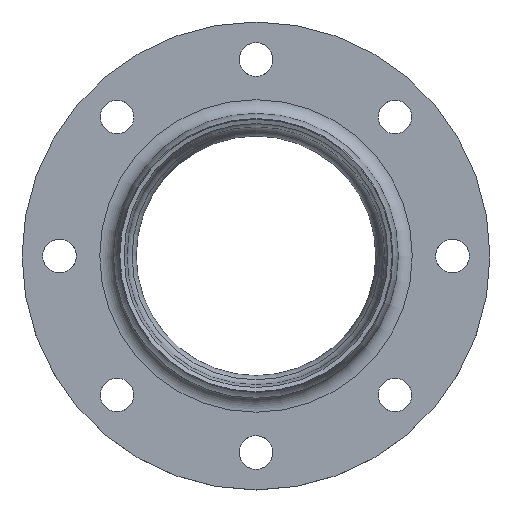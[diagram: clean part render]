
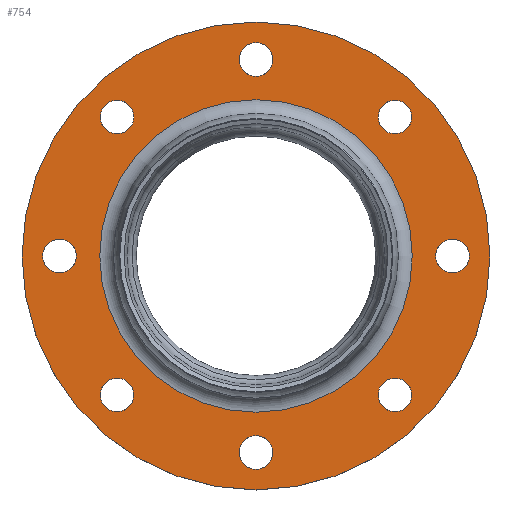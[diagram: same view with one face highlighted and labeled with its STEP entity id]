
A CAD part, top view. The second image highlights one B-rep face of the part: STEP entity #754.
In plain terms, the highlighted planar face has unit normal (0, 0, 1).
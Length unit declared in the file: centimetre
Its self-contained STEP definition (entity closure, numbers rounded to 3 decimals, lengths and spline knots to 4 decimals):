
#107=FACE_BOUND('',#191,.T.);
#108=FACE_BOUND('',#192,.T.);
#109=FACE_BOUND('',#193,.T.);
#110=FACE_BOUND('',#194,.T.);
#111=FACE_BOUND('',#195,.T.);
#112=FACE_BOUND('',#196,.T.);
#113=FACE_BOUND('',#197,.T.);
#114=FACE_BOUND('',#198,.T.);
#115=FACE_BOUND('',#199,.T.);
#151=FACE_OUTER_BOUND('',#190,.T.);
#190=EDGE_LOOP('',(#670));
#191=EDGE_LOOP('',(#671));
#192=EDGE_LOOP('',(#672));
#193=EDGE_LOOP('',(#673));
#194=EDGE_LOOP('',(#674));
#195=EDGE_LOOP('',(#675));
#196=EDGE_LOOP('',(#676));
#197=EDGE_LOOP('',(#677));
#198=EDGE_LOOP('',(#678));
#199=EDGE_LOOP('',(#679));
#251=CIRCLE('',#827,9.);
#254=CIRCLE('',#831,9.);
#257=CIRCLE('',#835,9.);
#260=CIRCLE('',#839,9.);
#263=CIRCLE('',#843,9.);
#266=CIRCLE('',#847,9.);
#269=CIRCLE('',#851,9.);
#272=CIRCLE('',#855,9.);
#289=CIRCLE('',#876,83.4766);
#290=CIRCLE('',#878,125.);
#326=VERTEX_POINT('',#1293);
#330=VERTEX_POINT('',#1316);
#334=VERTEX_POINT('',#1339);
#338=VERTEX_POINT('',#1362);
#342=VERTEX_POINT('',#1385);
#346=VERTEX_POINT('',#1408);
#350=VERTEX_POINT('',#1431);
#354=VERTEX_POINT('',#1454);
#364=VERTEX_POINT('',#1504);
#365=VERTEX_POINT('',#1508);
#420=EDGE_CURVE('',#326,#326,#251,.T.);
#425=EDGE_CURVE('',#330,#330,#254,.T.);
#430=EDGE_CURVE('',#334,#334,#257,.T.);
#435=EDGE_CURVE('',#338,#338,#260,.T.);
#440=EDGE_CURVE('',#342,#342,#263,.T.);
#445=EDGE_CURVE('',#346,#346,#266,.T.);
#450=EDGE_CURVE('',#350,#350,#269,.T.);
#455=EDGE_CURVE('',#354,#354,#272,.T.);
#478=EDGE_CURVE('',#364,#364,#289,.T.);
#479=EDGE_CURVE('',#365,#365,#290,.T.);
#670=ORIENTED_EDGE('',*,*,#479,.F.);
#671=ORIENTED_EDGE('',*,*,#420,.T.);
#672=ORIENTED_EDGE('',*,*,#425,.T.);
#673=ORIENTED_EDGE('',*,*,#430,.T.);
#674=ORIENTED_EDGE('',*,*,#435,.T.);
#675=ORIENTED_EDGE('',*,*,#440,.T.);
#676=ORIENTED_EDGE('',*,*,#445,.T.);
#677=ORIENTED_EDGE('',*,*,#450,.T.);
#678=ORIENTED_EDGE('',*,*,#455,.T.);
#679=ORIENTED_EDGE('',*,*,#478,.T.);
#718=PLANE('',#877);
#754=ADVANCED_FACE('',(#151,#107,#108,#109,#110,#111,#112,#113,#114,#115),
#718,.T.);
#827=AXIS2_PLACEMENT_3D('',#1294,#1026,#1027);
#831=AXIS2_PLACEMENT_3D('',#1317,#1035,#1036);
#835=AXIS2_PLACEMENT_3D('',#1340,#1044,#1045);
#839=AXIS2_PLACEMENT_3D('',#1363,#1053,#1054);
#843=AXIS2_PLACEMENT_3D('',#1386,#1062,#1063);
#847=AXIS2_PLACEMENT_3D('',#1409,#1071,#1072);
#851=AXIS2_PLACEMENT_3D('',#1432,#1080,#1081);
#855=AXIS2_PLACEMENT_3D('',#1455,#1089,#1090);
#876=AXIS2_PLACEMENT_3D('',#1506,#1135,#1136);
#877=AXIS2_PLACEMENT_3D('',#1507,#1137,#1138);
#878=AXIS2_PLACEMENT_3D('',#1509,#1139,#1140);
#1026=DIRECTION('center_axis',(0.,0.,
-1.));
#1027=DIRECTION('ref_axis',(0.707,0.707,0.));
#1035=DIRECTION('center_axis',(0.,0.,
-1.));
#1036=DIRECTION('ref_axis',(-0.707,0.707,0.));
#1044=DIRECTION('center_axis',(0.,0.,
-1.));
#1045=DIRECTION('ref_axis',(-0.707,-0.707,0.));
#1053=DIRECTION('center_axis',(0.,0.,
-1.));
#1054=DIRECTION('ref_axis',(0.707,-0.707,0.));
#1062=DIRECTION('center_axis',(0.,0.,
-1.));
#1063=DIRECTION('ref_axis',(0.,-1.,0.));
#1071=DIRECTION('center_axis',(0.,0.,
-1.));
#1072=DIRECTION('ref_axis',(-1.,0.,0.));
#1080=DIRECTION('center_axis',(0.,0.,
-1.));
#1081=DIRECTION('ref_axis',(0.,1.,0.));
#1089=DIRECTION('center_axis',(0.,0.,
-1.));
#1090=DIRECTION('ref_axis',(1.,0.,0.));
#1135=DIRECTION('center_axis',(0.,0.,
-1.));
#1136=DIRECTION('ref_axis',(1.,0.,0.));
#1137=DIRECTION('center_axis',(0.,0.,
1.));
#1138=DIRECTION('ref_axis',(0.,-1.,0.));
#1139=DIRECTION('center_axis',(0.,0.,
-1.));
#1140=DIRECTION('ref_axis',(1.,0.,0.));
#1293=CARTESIAN_POINT('',(620.9011,74.4249,58.6503));
#1294=CARTESIAN_POINT('Origin',(627.2651,80.7889,58.6503));
#1316=CARTESIAN_POINT('',(782.1214,74.4249,58.6503));
#1317=CARTESIAN_POINT('Origin',(775.7575,80.7889,58.6503));
#1339=CARTESIAN_POINT('',(782.1214,235.6452,58.6503));
#1340=CARTESIAN_POINT('Origin',(775.7575,229.2813,58.6503));
#1362=CARTESIAN_POINT('',(620.9011,235.6452,58.6503));
#1363=CARTESIAN_POINT('Origin',(627.2651,229.2813,58.6503));
#1385=CARTESIAN_POINT('',(701.5113,269.0351,58.6503));
#1386=CARTESIAN_POINT('Origin',(701.5113,260.0351,58.6503));
#1408=CARTESIAN_POINT('',(815.5113,155.0351,58.6503));
#1409=CARTESIAN_POINT('Origin',(806.5113,155.0351,58.6503));
#1431=CARTESIAN_POINT('',(701.5113,41.0351,58.6503));
#1432=CARTESIAN_POINT('Origin',(701.5113,50.0351,58.6503));
#1454=CARTESIAN_POINT('',(587.5113,155.0351,58.6503));
#1455=CARTESIAN_POINT('Origin',(596.5113,155.0351,58.6503));
#1504=CARTESIAN_POINT('',(701.5113,71.5585,58.6503));
#1506=CARTESIAN_POINT('Origin',(701.5113,155.0351,58.6503));
#1507=CARTESIAN_POINT('Origin',(805.7496,155.0351,58.6503));
#1508=CARTESIAN_POINT('',(576.5113,155.0351,58.6503));
#1509=CARTESIAN_POINT('Origin',(701.5113,155.0351,58.6503));
